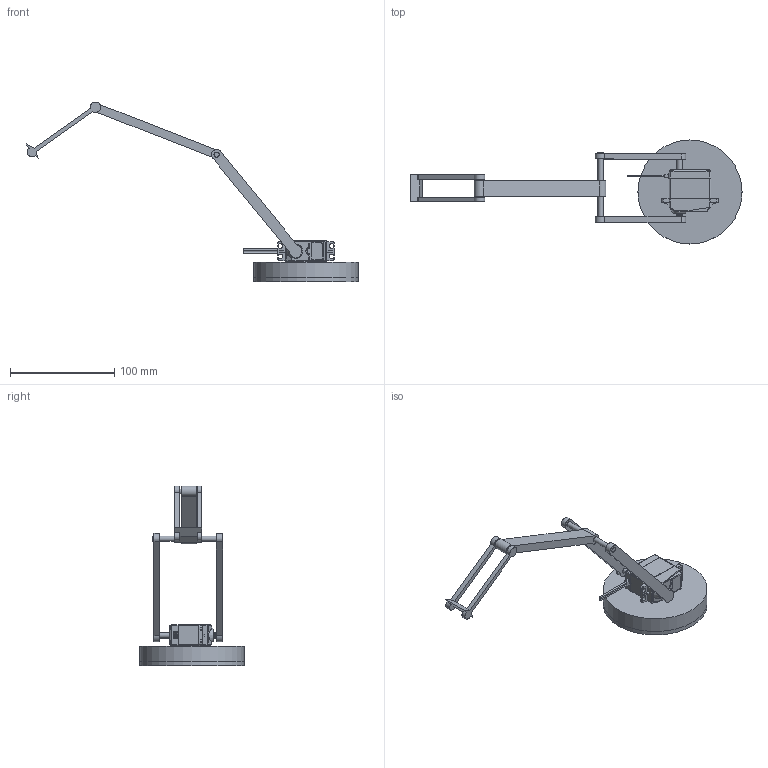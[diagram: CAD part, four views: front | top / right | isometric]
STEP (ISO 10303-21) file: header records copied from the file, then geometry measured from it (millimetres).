
FILE_DESCRIPTION(/* description */ (''),/* implementation_level */ '2;1');
FILE_NAME(/* name */ 'Adaptor arm v7.step',/* time_stamp */ '2023-10-16T11:12:57-04:00',/* author */ (''),/* organization */ (''),/* preprocessor_version */ 'ST-DEVELOPER v20',/* originating_system */ 'Autodesk Translation Framework v12.14.0.127',/* authorisation */ '');
FILE_SCHEMA (('AUTOMOTIVE_DESIGN { 1 0 10303 214 3 1 1 }'));
Length unit declared in the file: millimetre
Products named in the file (6): Adaptor arm; DS3225MG Servo 25Kg 4.8-6.8V; forearm; wrist; base; arm
Assembly tree (5 placements, depth 2):
  Adaptor arm
    DS3225MG Servo 25Kg 4.8-6.8V
    forearm
    wrist
    base
    arm
Bounding box: 319.22 x 100 x 173.04 mm (x, y, z)
Volume: 219977.8 mm3; surface area: 72382.3 mm2
Topology: 17 solids, 17 shells, 619 faces, 1598 edges, 1012 vertices
Faces by surface type: plane 257, cylinder 163, bspline 82, cone 53, torus 40, sphere 24
Full cylindrical faces by diameter (mm): 1.5 x3, 2.5 x1, 4.2 x4, 5 x6, 5.3 x4, 10 x2, 100 x2
Entity records: 22680 total; most frequent: CARTESIAN_POINT 7743, ORIENTED_EDGE 3162, DIRECTION 3149, EDGE_CURVE 1581, AXIS2_PLACEMENT_3D 1242, VERTEX_POINT 1012, LINE 665, VECTOR 665
